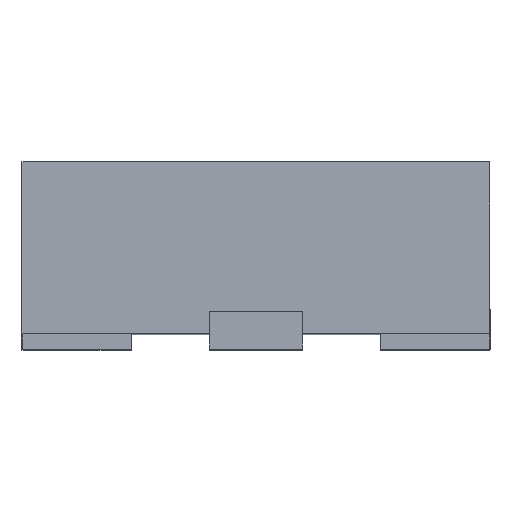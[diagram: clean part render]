
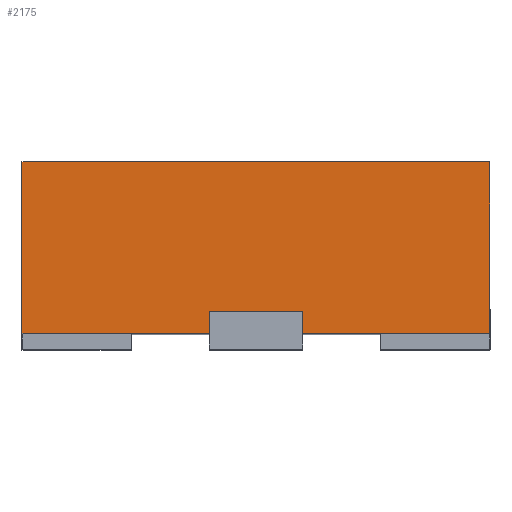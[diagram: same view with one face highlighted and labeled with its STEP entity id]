
A CAD part, top view. The second image highlights one B-rep face of the part: STEP entity #2175.
In plain terms, the highlighted planar face has unit normal (0, 0, 1).
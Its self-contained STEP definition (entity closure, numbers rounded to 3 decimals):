
#61 = DIRECTION ( 'NONE',  ( 0., -1., 0. ) ) ;
#76 = CARTESIAN_POINT ( 'NONE',  ( -0.75, 0.05, 1. ) ) ;
#120 = CARTESIAN_POINT ( 'NONE',  ( 0.75, 0.05, 1. ) ) ;
#275 = DIRECTION ( 'NONE',  ( 1., 0., 0. ) ) ;
#334 = CARTESIAN_POINT ( 'NONE',  ( 0.15, 0.12, 1. ) ) ;
#349 = ORIENTED_EDGE ( 'NONE', *, *, #2548, .T. ) ;
#386 = ORIENTED_EDGE ( 'NONE', *, *, #3053, .T. ) ;
#492 = EDGE_CURVE ( 'NONE', #2591, #1173, #1131, .T. ) ;
#592 = DIRECTION ( 'NONE',  ( 0., 0., 1. ) ) ;
#629 = EDGE_LOOP ( 'NONE', ( #1308, #349, #765, #386, #2752, #3090, #2619, #1137 ) ) ;
#644 = LINE ( 'NONE', #2485, #2120 ) ;
#660 = LINE ( 'NONE', #2769, #3074 ) ;
#765 = ORIENTED_EDGE ( 'NONE', *, *, #1143, .T. ) ;
#838 = DIRECTION ( 'NONE',  ( 1., 0., 0. ) ) ;
#844 = FACE_OUTER_BOUND ( 'NONE', #629, .T. ) ;
#862 = VERTEX_POINT ( 'NONE', #2774 ) ;
#955 = AXIS2_PLACEMENT_3D ( 'NONE', #1854, #592, #1595 ) ;
#1019 = VECTOR ( 'NONE', #61, 1000. ) ;
#1062 = VECTOR ( 'NONE', #1651, 1000. ) ;
#1094 = PLANE ( 'NONE',  #955 ) ;
#1109 = EDGE_CURVE ( 'NONE', #1789, #2708, #644, .T. ) ;
#1130 = VECTOR ( 'NONE', #1671, 1000. ) ;
#1131 = LINE ( 'NONE', #2433, #1130 ) ;
#1137 = ORIENTED_EDGE ( 'NONE', *, *, #2544, .F. ) ;
#1143 = EDGE_CURVE ( 'NONE', #1781, #2268, #2697, .T. ) ;
#1173 = VERTEX_POINT ( 'NONE', #3022 ) ;
#1247 = LINE ( 'NONE', #3128, #1368 ) ;
#1259 = EDGE_CURVE ( 'NONE', #2591, #1766, #1784, .T. ) ;
#1308 = ORIENTED_EDGE ( 'NONE', *, *, #1109, .T. ) ;
#1322 = LINE ( 'NONE', #2411, #1019 ) ;
#1368 = VECTOR ( 'NONE', #1839, 1000. ) ;
#1500 = CARTESIAN_POINT ( 'NONE',  ( -0.15, 0.12, 1. ) ) ;
#1595 = DIRECTION ( 'NONE',  ( 1., 0., 0. ) ) ;
#1651 = DIRECTION ( 'NONE',  ( 1., 0., 0. ) ) ;
#1671 = DIRECTION ( 'NONE',  ( 0., 1., 0. ) ) ;
#1766 = VERTEX_POINT ( 'NONE', #1944 ) ;
#1781 = VERTEX_POINT ( 'NONE', #2226 ) ;
#1784 = LINE ( 'NONE', #2806, #2440 ) ;
#1789 = VERTEX_POINT ( 'NONE', #1500 ) ;
#1839 = DIRECTION ( 'NONE',  ( 0., 1., 0. ) ) ;
#1854 = CARTESIAN_POINT ( 'NONE',  ( -0.75, 0.05, 1. ) ) ;
#1904 = DIRECTION ( 'NONE',  ( 0., -1., 0. ) ) ;
#1905 = CARTESIAN_POINT ( 'NONE',  ( -0.75, 0.05, 1. ) ) ;
#1944 = CARTESIAN_POINT ( 'NONE',  ( -0.15, 0.05, 1. ) ) ;
#2120 = VECTOR ( 'NONE', #838, 1000. ) ;
#2175 = ADVANCED_FACE ( 'NONE', ( #844 ), #1094, .T. ) ;
#2221 = CARTESIAN_POINT ( 'NONE',  ( 0.15, 0.12, 1. ) ) ;
#2226 = CARTESIAN_POINT ( 'NONE',  ( 0.15, 0.05, 1. ) ) ;
#2268 = VERTEX_POINT ( 'NONE', #120 ) ;
#2411 = CARTESIAN_POINT ( 'NONE',  ( -0.15, 0.12, 1. ) ) ;
#2433 = CARTESIAN_POINT ( 'NONE',  ( -0.75, 0.05, 1. ) ) ;
#2440 = VECTOR ( 'NONE', #3071, 1000. ) ;
#2485 = CARTESIAN_POINT ( 'NONE',  ( -0.15, 0.12, 1. ) ) ;
#2544 = EDGE_CURVE ( 'NONE', #1789, #1766, #1322, .T. ) ;
#2548 = EDGE_CURVE ( 'NONE', #2708, #1781, #2882, .T. ) ;
#2591 = VERTEX_POINT ( 'NONE', #76 ) ;
#2619 = ORIENTED_EDGE ( 'NONE', *, *, #1259, .T. ) ;
#2697 = LINE ( 'NONE', #1905, #1062 ) ;
#2708 = VERTEX_POINT ( 'NONE', #2221 ) ;
#2733 = VECTOR ( 'NONE', #1904, 1000. ) ;
#2744 = EDGE_CURVE ( 'NONE', #1173, #862, #660, .T. ) ;
#2752 = ORIENTED_EDGE ( 'NONE', *, *, #2744, .F. ) ;
#2769 = CARTESIAN_POINT ( 'NONE',  ( -0.75, 0.6, 1. ) ) ;
#2774 = CARTESIAN_POINT ( 'NONE',  ( 0.75, 0.6, 1. ) ) ;
#2806 = CARTESIAN_POINT ( 'NONE',  ( -0.75, 0.05, 1. ) ) ;
#2882 = LINE ( 'NONE', #334, #2733 ) ;
#3022 = CARTESIAN_POINT ( 'NONE',  ( -0.75, 0.6, 1. ) ) ;
#3053 = EDGE_CURVE ( 'NONE', #2268, #862, #1247, .T. ) ;
#3071 = DIRECTION ( 'NONE',  ( 1., 0., 0. ) ) ;
#3074 = VECTOR ( 'NONE', #275, 1000. ) ;
#3090 = ORIENTED_EDGE ( 'NONE', *, *, #492, .F. ) ;
#3128 = CARTESIAN_POINT ( 'NONE',  ( 0.75, 0.05, 1. ) ) ;
